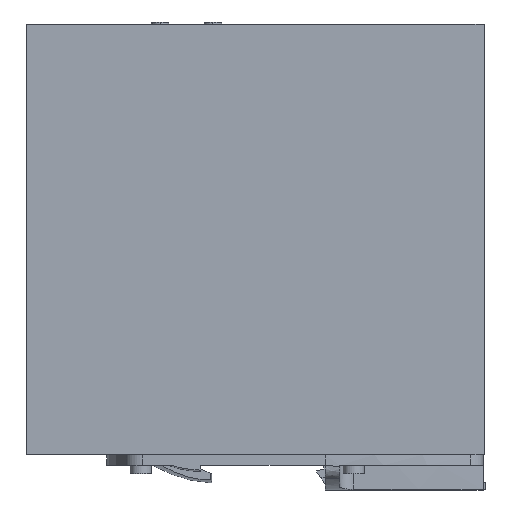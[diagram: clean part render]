
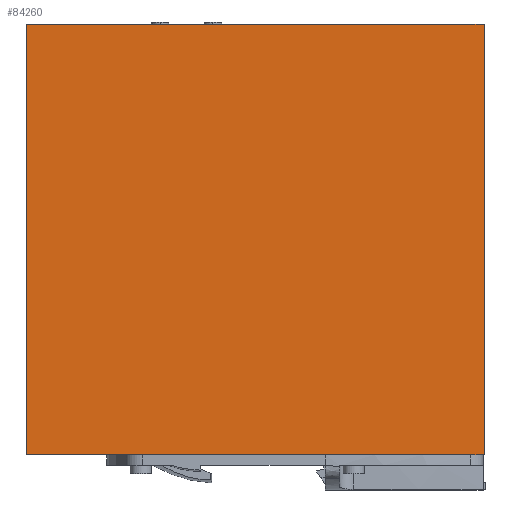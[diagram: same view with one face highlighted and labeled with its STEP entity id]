
A CAD part, left-side view. The second image highlights one B-rep face of the part: STEP entity #84260.
In plain terms, the highlighted planar face has unit normal (-1, 0, 0).
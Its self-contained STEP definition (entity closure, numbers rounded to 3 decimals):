
#9170=CARTESIAN_POINT('',(0.,0.1,-0.853));
#9180=VERTEX_POINT('',#9170);
#9210=CARTESIAN_POINT('',(0.,0.1,0.));
#9220=DIRECTION('',(0.,0.,1.));
#9230=VECTOR('',#9220,1.);
#9240=LINE('',#9210,#9230);
#9250=CARTESIAN_POINT('',(0.,0.1,129.147));
#9260=VERTEX_POINT('',#9250);
#9270=EDGE_CURVE('',#9180,#9260,#9240,.T.);
#83960=CARTESIAN_POINT('',(0.,121.3,-0.053));
#83970=DIRECTION('',(-1.,0.,0.));
#83980=DIRECTION('',(0.,-1.,0.));
#83990=AXIS2_PLACEMENT_3D('',#83960,#83970,#83980);
#84000=PLANE('',#83990);
#84010=ORIENTED_EDGE('',*,*,#9270,.T.);
#84020=CARTESIAN_POINT('',(0.,0.,-0.853));
#84030=DIRECTION('',(0.,-1.,0.));
#84040=VECTOR('',#84030,1.);
#84050=LINE('',#84020,#84040);
#84060=CARTESIAN_POINT('',(0.,122.35,-0.853));
#84070=VERTEX_POINT('',#84060);
#84080=EDGE_CURVE('',#84070,#9180,#84050,.T.);
#84090=ORIENTED_EDGE('',*,*,#84080,.T.);
#84100=CARTESIAN_POINT('',(0.,122.35,0.));
#84110=DIRECTION('',(0.,0.,-1.));
#84120=VECTOR('',#84110,1.);
#84130=LINE('',#84100,#84120);
#84140=CARTESIAN_POINT('',(0.,122.35,129.147));
#84150=VERTEX_POINT('',#84140);
#84160=EDGE_CURVE('',#84150,#84070,#84130,.T.);
#84170=ORIENTED_EDGE('',*,*,#84160,.T.);
#84180=CARTESIAN_POINT('',(0.,0.,129.147));
#84190=DIRECTION('',(0.,-1.,0.));
#84200=VECTOR('',#84190,1.);
#84210=LINE('',#84180,#84200);
#84220=EDGE_CURVE('',#84150,#9260,#84210,.T.);
#84230=ORIENTED_EDGE('',*,*,#84220,.F.);
#84240=EDGE_LOOP('',(#84230,#84170,#84090,#84010));
#84250=FACE_OUTER_BOUND('',#84240,.T.);
#84260=ADVANCED_FACE('',(#84250),#84000,.T.);
